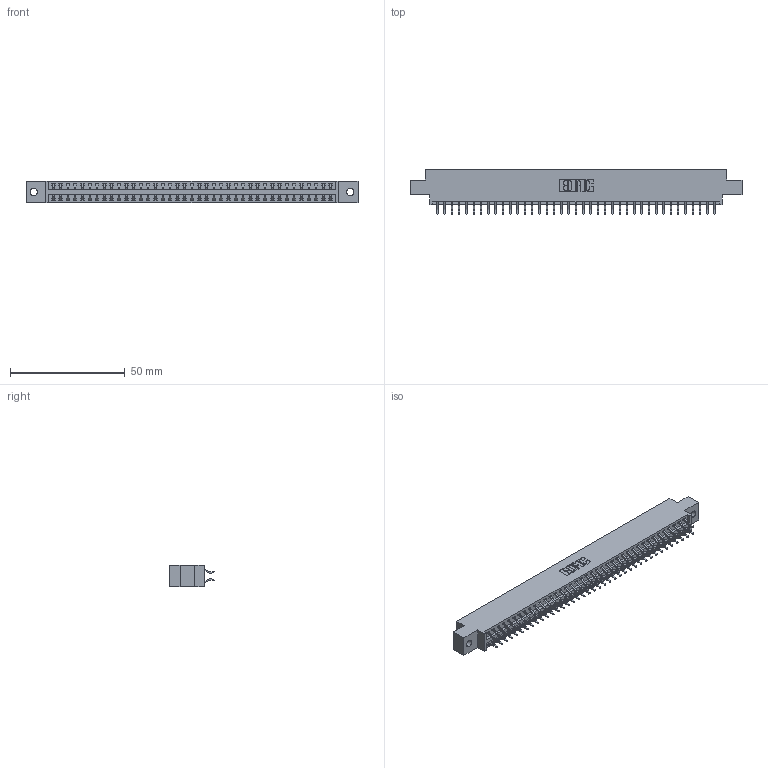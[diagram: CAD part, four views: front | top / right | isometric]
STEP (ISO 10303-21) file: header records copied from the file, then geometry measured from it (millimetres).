
FILE_DESCRIPTION (( 'STEP AP203' ), '1' );
FILE_NAME ('396-078-556-802.STEP', '2018-09-09T18:08:34', ( '' ), ( '' ), 'SwSTEP 2.0', 'SolidWorks 2016', '' );
FILE_SCHEMA (( 'CONFIG_CONTROL_DESIGN' ));
Length unit declared in the file: inch
Products named in the file (3): 346 Part_0.170 Offset - 0.128 Dia; 345-292-001_556 Tail; 396-078-556-802
Assembly tree (79 placements, depth 2):
  396-078-556-802
    346 Part_0.170 Offset - 0.128 Dia
    345-292-001_556 Tail  x78
Bounding box: 144.4 x 19.57 x 9.4 mm (x, y, z)
Volume: 13863 mm3; surface area: 18846.4 mm2
Topology: 79 solids, 79 shells, 4650 faces, 13835 edges, 9118 vertices
Faces by surface type: plane 3122, cylinder 1528
Entity records: 26211 total; most frequent: CARTESIAN_POINT 4340, ORIENTED_EDGE 4262, DIRECTION 3863, EDGE_CURVE 2131, VECTOR 1835, LINE 1835, VERTEX_POINT 1418, AXIS2_PLACEMENT_3D 1014
